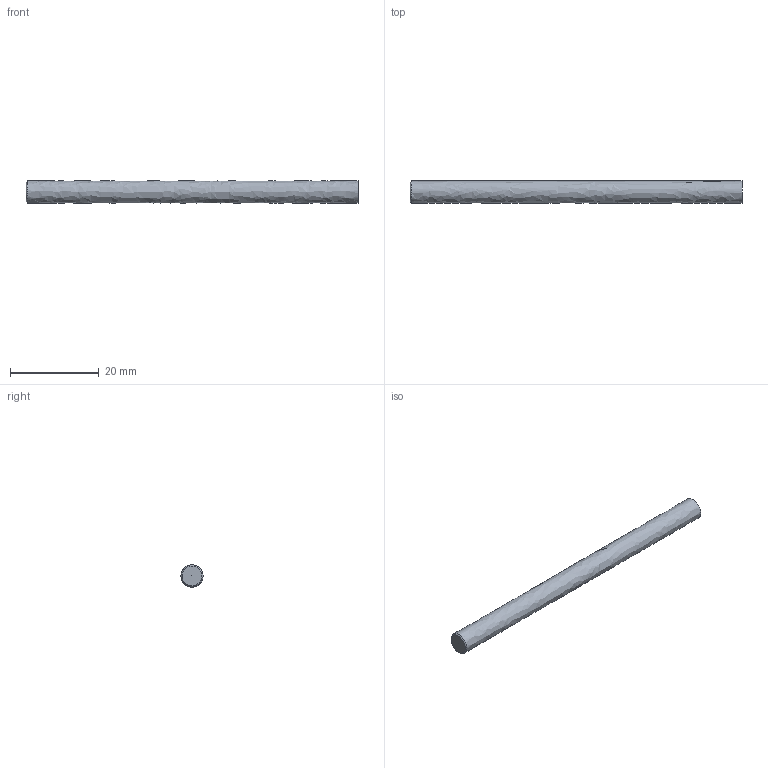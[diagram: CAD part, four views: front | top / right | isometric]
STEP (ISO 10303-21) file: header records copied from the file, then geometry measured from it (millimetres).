
FILE_DESCRIPTION ((), '1');
FILE_NAME ('178 0500-1A.STP', '2020-04-16T10:59:56', ('Unknown'), ('M A Ford Europe'), 'OneCNC-XR7 Mill 3D Expert', 'OneCNC-XR7 Mill 3D Expert', '');
FILE_SCHEMA (('CONFIG_CONTROL_DESIGN'));
Length unit declared in the file: millimetre
Bounding box: 75 x 5 x 5 mm (x, y, z)
Volume: 1472.1 mm3; surface area: 1215 mm2
Topology: 1 solids, 1 shells, 4 faces, 9 edges, 5 vertices
Faces by surface type: bspline 4
Entity records: 244 total; most frequent: CARTESIAN_POINT 107, ORIENTED_EDGE 14, PERSON 8, ORGANIZATION 8, PERSON_AND_ORGANIZATION 8, EDGE_CURVE 7, VERTEX_POINT 5, PERSON_AND_ORGANIZATION_ROLE 5
